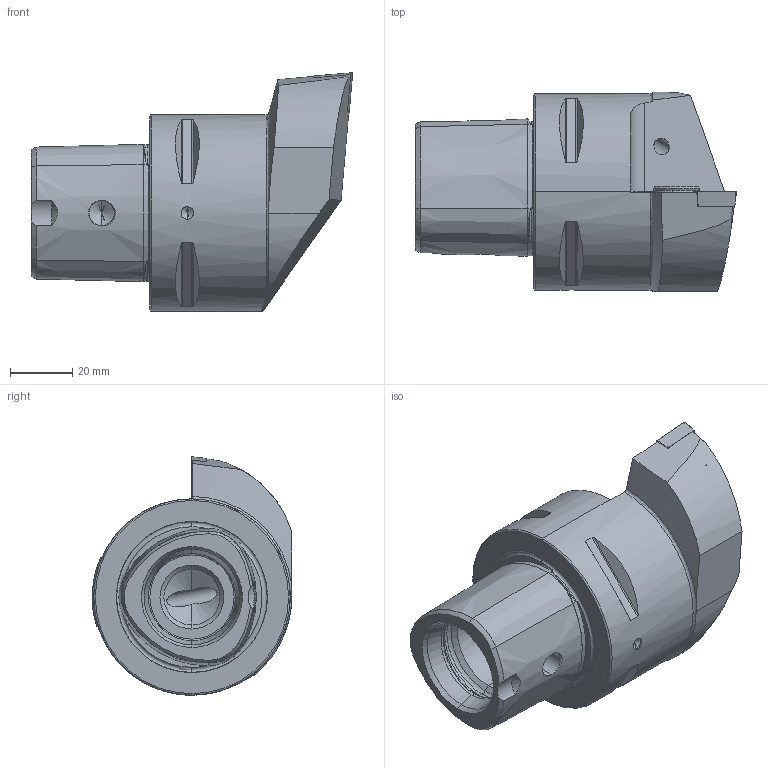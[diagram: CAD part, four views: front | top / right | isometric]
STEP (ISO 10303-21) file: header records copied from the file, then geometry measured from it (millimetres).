
FILE_DESCRIPTION (( 'STEP AP214' ), '1' );
FILE_NAME ('PS6.KCC.LLA.065-HP.STEP', '2020-09-11T11:29:42', ( '' ), ( '' ), 'SwSTEP 2.0', 'SolidWorks 2017', '' );
FILE_SCHEMA (( 'AUTOMOTIVE_DESIGN' ));
Length unit declared in the file: millimetre
Products named in the file (10): DIN 7991 - M5x15; ISO 8752 2x8; CHP-ER1.015.006_A; CHP-ER1.008.014_A; WCC-ER2.001.010_A; DIN 3771 - 13x1; PS6-KCC.LLA.065-HP_A; PS6.KCC.LLA.065-HP; CHP-ER1.015.006; CCMT120404
Assembly tree (9 placements, depth 3):
  PS6.KCC.LLA.065-HP
    PS6-KCC.LLA.065-HP_A
    WCC-ER2.001.010_A
    CCMT120404
    CHP-ER1.008.014_A
    ISO 8752 2x8
    CHP-ER1.015.006
      CHP-ER1.015.006_A
      DIN 3771 - 13x1
      DIN 7991 - M5x15
Bounding box: 103 x 63.96 x 76.5 mm (x, y, z)
Volume: 181467 mm3; surface area: 32420.1 mm2
Topology: 8 solids, 8 shells, 371 faces, 892 edges, 522 vertices
Faces by surface type: cone 119, cylinder 99, plane 88, torus 53, bspline 12
Entity records: 12179 total; most frequent: CARTESIAN_POINT 3339, DIRECTION 1774, ORIENTED_EDGE 1728, EDGE_CURVE 864, AXIS2_PLACEMENT_3D 719, VERTEX_POINT 522, EDGE_LOOP 398, ADVANCED_FACE 371
